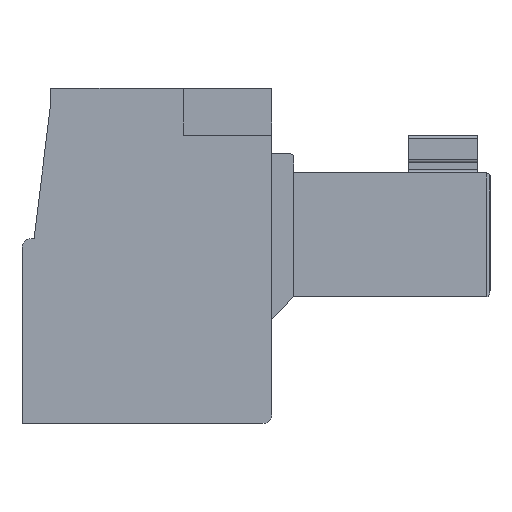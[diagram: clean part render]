
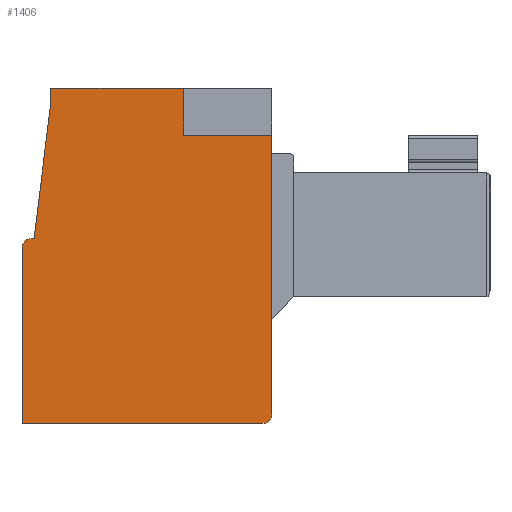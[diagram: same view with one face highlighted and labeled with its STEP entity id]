
A CAD part, left-side view. The second image highlights one B-rep face of the part: STEP entity #1406.
In plain terms, the highlighted planar face has unit normal (-1, 0, 0).
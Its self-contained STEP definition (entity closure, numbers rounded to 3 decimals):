
#126=PLANE('',#1574);
#189=FACE_OUTER_BOUND('',#271,.T.);
#271=EDGE_LOOP('',(#1056,#1057,#1058,#1059,#1060,#1061,#1062,#1063,#1064,
#1065,#1066));
#348=LINE('',#2142,#499);
#360=LINE('',#2168,#511);
#377=LINE('',#2211,#528);
#385=LINE('',#2227,#536);
#386=LINE('',#2232,#537);
#387=LINE('',#2235,#538);
#388=LINE('',#2237,#539);
#389=LINE('',#2239,#540);
#390=LINE('',#2240,#541);
#499=VECTOR('',#1709,10.);
#511=VECTOR('',#1727,10.);
#528=VECTOR('',#1762,10.);
#536=VECTOR('',#1776,10.);
#537=VECTOR('',#1781,10.);
#538=VECTOR('',#1784,10.);
#539=VECTOR('',#1785,10.);
#540=VECTOR('',#1786,10.);
#541=VECTOR('',#1787,10.);
#654=CIRCLE('',#1575,0.3);
#655=CIRCLE('',#1576,0.3);
#686=VERTEX_POINT('',#2139);
#687=VERTEX_POINT('',#2141);
#697=VERTEX_POINT('',#2165);
#698=VERTEX_POINT('',#2167);
#715=VERTEX_POINT('',#2210);
#720=VERTEX_POINT('',#2225);
#721=VERTEX_POINT('',#2229);
#722=VERTEX_POINT('',#2230);
#723=VERTEX_POINT('',#2234);
#724=VERTEX_POINT('',#2236);
#725=VERTEX_POINT('',#2238);
#811=EDGE_CURVE('',#686,#687,#348,.T.);
#823=EDGE_CURVE('',#697,#698,#360,.T.);
#844=EDGE_CURVE('',#687,#715,#377,.T.);
#853=EDGE_CURVE('',#720,#686,#385,.T.);
#854=EDGE_CURVE('',#721,#722,#654,.T.);
#855=EDGE_CURVE('',#698,#721,#386,.T.);
#856=EDGE_CURVE('',#715,#697,#655,.T.);
#857=EDGE_CURVE('',#723,#720,#387,.T.);
#858=EDGE_CURVE('',#724,#723,#388,.T.);
#859=EDGE_CURVE('',#725,#724,#389,.T.);
#860=EDGE_CURVE('',#722,#725,#390,.T.);
#1056=ORIENTED_EDGE('',*,*,#854,.F.);
#1057=ORIENTED_EDGE('',*,*,#855,.F.);
#1058=ORIENTED_EDGE('',*,*,#823,.F.);
#1059=ORIENTED_EDGE('',*,*,#856,.F.);
#1060=ORIENTED_EDGE('',*,*,#844,.F.);
#1061=ORIENTED_EDGE('',*,*,#811,.F.);
#1062=ORIENTED_EDGE('',*,*,#853,.F.);
#1063=ORIENTED_EDGE('',*,*,#857,.F.);
#1064=ORIENTED_EDGE('',*,*,#858,.F.);
#1065=ORIENTED_EDGE('',*,*,#859,.F.);
#1066=ORIENTED_EDGE('',*,*,#860,.F.);
#1406=ADVANCED_FACE('',(#189),#126,.F.);
#1574=AXIS2_PLACEMENT_3D('',#2228,#1777,#1778);
#1575=AXIS2_PLACEMENT_3D('',#2231,#1779,#1780);
#1576=AXIS2_PLACEMENT_3D('',#2233,#1782,#1783);
#1709=DIRECTION('',(0.,-1.,0.));
#1727=DIRECTION('',(0.,1.,0.));
#1762=DIRECTION('',(0.,0.,-1.));
#1776=DIRECTION('',(0.,0.,-1.));
#1777=DIRECTION('center_axis',(1.,0.,0.));
#1778=DIRECTION('ref_axis',(0.,0.,-1.));
#1779=DIRECTION('center_axis',(1.,0.,0.));
#1780=DIRECTION('ref_axis',(0.,1.,0.));
#1781=DIRECTION('',(0.,0.,1.));
#1782=DIRECTION('center_axis',(1.,0.,0.));
#1783=DIRECTION('ref_axis',(0.,-1.,0.));
#1784=DIRECTION('',(0.,-1.,0.));
#1785=DIRECTION('',(0.,0.,1.));
#1786=DIRECTION('',(0.,-0.122,0.993));
#1787=DIRECTION('',(0.,-1.,0.));
#2139=CARTESIAN_POINT('',(-2.54,11.85,6.12));
#2141=CARTESIAN_POINT('',(-2.54,8.93,6.12));
#2142=CARTESIAN_POINT('',(-2.54,11.85,6.12));
#2165=CARTESIAN_POINT('',(-2.54,9.23,-3.43));
#2167=CARTESIAN_POINT('',(-2.54,17.2,-3.43));
#2168=CARTESIAN_POINT('',(-2.54,9.23,-3.43));
#2210=CARTESIAN_POINT('',(-2.54,8.93,-3.13));
#2211=CARTESIAN_POINT('',(-2.54,8.93,6.12));
#2225=CARTESIAN_POINT('',(-2.54,11.85,7.67));
#2227=CARTESIAN_POINT('',(-2.54,11.85,7.67));
#2228=CARTESIAN_POINT('Origin',(-2.54,13.045,1.901));
#2229=CARTESIAN_POINT('',(-2.54,17.2,2.4));
#2230=CARTESIAN_POINT('',(-2.54,16.9,2.7));
#2231=CARTESIAN_POINT('Origin',(-2.54,16.9,2.4));
#2232=CARTESIAN_POINT('',(-2.54,17.2,-3.43));
#2233=CARTESIAN_POINT('Origin',(-2.54,9.23,-3.13));
#2234=CARTESIAN_POINT('',(-2.54,16.25,7.67));
#2235=CARTESIAN_POINT('',(-2.54,16.25,7.67));
#2236=CARTESIAN_POINT('',(-2.54,16.25,7.17));
#2237=CARTESIAN_POINT('',(-2.54,16.25,7.17));
#2238=CARTESIAN_POINT('',(-2.54,16.8,2.7));
#2239=CARTESIAN_POINT('',(-2.54,16.8,2.7));
#2240=CARTESIAN_POINT('',(-2.54,16.9,2.7));
